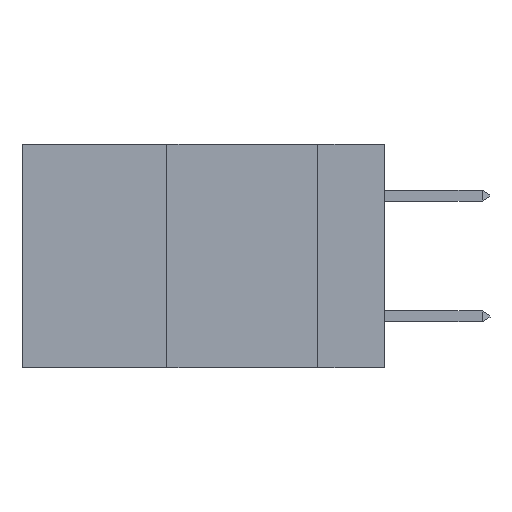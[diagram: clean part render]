
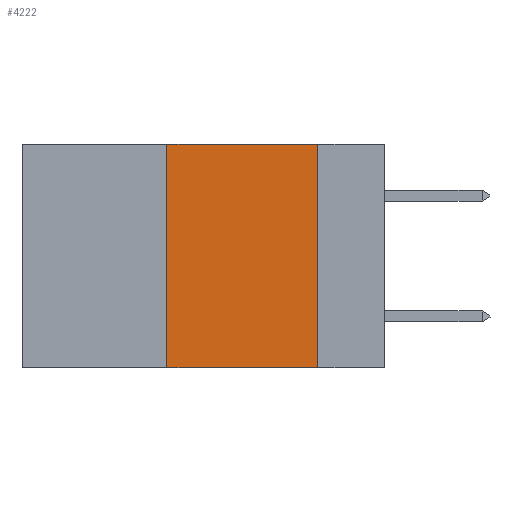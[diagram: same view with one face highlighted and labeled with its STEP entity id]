
A CAD part, left-side view. The second image highlights one B-rep face of the part: STEP entity #4222.
In plain terms, the highlighted planar face has unit normal (-1, 0, 0).
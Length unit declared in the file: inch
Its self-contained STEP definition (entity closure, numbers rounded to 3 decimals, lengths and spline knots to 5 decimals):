
#338 = CARTESIAN_POINT ( 'NONE',  ( 0., 0.6, -0.37 ) ) ;
#1361 = VECTOR ( 'NONE', #22467, 39.37008 ) ;
#1583 = CARTESIAN_POINT ( 'NONE',  ( 0., 0.11, 0. ) ) ;
#1807 = FACE_OUTER_BOUND ( 'NONE', #23454, .T. ) ;
#2843 = VERTEX_POINT ( 'NONE', #15618 ) ;
#3177 = VERTEX_POINT ( 'NONE', #9257 ) ;
#3488 = DIRECTION ( 'NONE',  ( 0., 0., -1. ) ) ;
#3512 = ORIENTED_EDGE ( 'NONE', *, *, #9540, .F. ) ;
#3955 = VECTOR ( 'NONE', #16939, 39.37008 ) ;
#4222 = ADVANCED_FACE ( 'NONE', ( #1807 ), #17762, .F. ) ;
#4579 = LINE ( 'NONE', #9714, #1361 ) ;
#4940 = CARTESIAN_POINT ( 'NONE',  ( 0., 0.6, 0. ) ) ;
#6786 = DIRECTION ( 'NONE',  ( 1., 0., 0. ) ) ;
#8718 = ORIENTED_EDGE ( 'NONE', *, *, #18550, .T. ) ;
#9257 = CARTESIAN_POINT ( 'NONE',  ( 0., 0.36, 0. ) ) ;
#9540 = EDGE_CURVE ( 'NONE', #2843, #3177, #15094, .T. ) ;
#9714 = CARTESIAN_POINT ( 'NONE',  ( 0., 0.6, 0. ) ) ;
#12151 = VECTOR ( 'NONE', #3488, 39.37008 ) ;
#12180 = CARTESIAN_POINT ( 'NONE',  ( 0., 0.36, 0. ) ) ;
#13182 = CARTESIAN_POINT ( 'NONE',  ( 0., 0.11, 0. ) ) ;
#13652 = LINE ( 'NONE', #338, #3955 ) ;
#14349 = ORIENTED_EDGE ( 'NONE', *, *, #20516, .F. ) ;
#15012 = CARTESIAN_POINT ( 'NONE',  ( 0., 0.11, -0.37 ) ) ;
#15094 = LINE ( 'NONE', #12180, #19434 ) ;
#15155 = VERTEX_POINT ( 'NONE', #15012 ) ;
#15220 = ORIENTED_EDGE ( 'NONE', *, *, #16664, .F. ) ;
#15618 = CARTESIAN_POINT ( 'NONE',  ( 0., 0.36, -0.37 ) ) ;
#15763 = DIRECTION ( 'NONE',  ( 0., 0., 1. ) ) ;
#16664 = EDGE_CURVE ( 'NONE', #3177, #18545, #4579, .T. ) ;
#16939 = DIRECTION ( 'NONE',  ( 0., -1., 0. ) ) ;
#17762 = PLANE ( 'NONE',  #22447 ) ;
#18545 = VERTEX_POINT ( 'NONE', #13182 ) ;
#18550 = EDGE_CURVE ( 'NONE', #2843, #15155, #13652, .T. ) ;
#19434 = VECTOR ( 'NONE', #15763, 39.37008 ) ;
#19582 = DIRECTION ( 'NONE',  ( 0., 0., -1. ) ) ;
#20516 = EDGE_CURVE ( 'NONE', #18545, #15155, #22440, .T. ) ;
#22440 = LINE ( 'NONE', #1583, #12151 ) ;
#22447 = AXIS2_PLACEMENT_3D ( 'NONE', #4940, #6786, #19582 ) ;
#22467 = DIRECTION ( 'NONE',  ( 0., -1., 0. ) ) ;
#23454 = EDGE_LOOP ( 'NONE', ( #14349, #15220, #3512, #8718 ) ) ;
